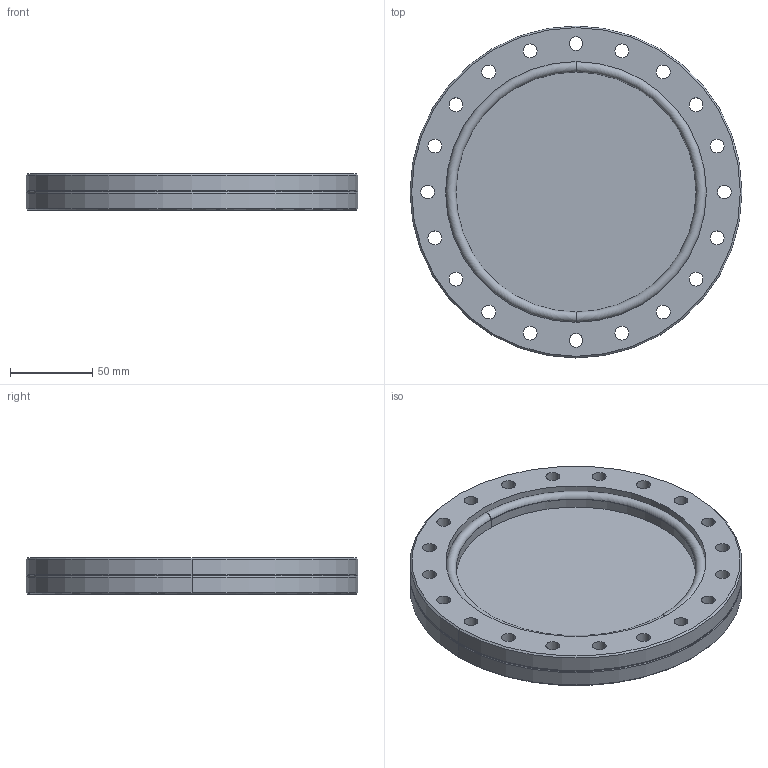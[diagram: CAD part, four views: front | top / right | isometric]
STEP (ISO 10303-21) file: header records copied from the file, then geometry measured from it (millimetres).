
FILE_DESCRIPTION (( 'STEP AP214' ), '1' );
FILE_NAME ('420GSG160.step', '2017-07-10T07:01:06', ( 'install' ), ( '' ), 'SwSTEP 2.0', 'SolidWorks 2015', '' );
FILE_SCHEMA (( 'AUTOMOTIVE_DESIGN' ));
Length unit declared in the file: millimetre
Products named in the file (1): 420GSG160
Bounding box: 202.4 x 202.4 x 22.2 mm (x, y, z)
Volume: 381845.6 mm3; surface area: 137456.5 mm2
Topology: 3 solids, 3 shells, 101 faces, 246 edges, 154 vertices
Faces by surface type: cylinder 66, torus 14, plane 11, cone 10
Entity records: 4323 total; most frequent: DIRECTION 610, CARTESIAN_POINT 558, ORIENTED_EDGE 492, AXIS2_PLACEMENT_3D 266, EDGE_CURVE 246, CIRCLE 164, VERTEX_POINT 154, EDGE_LOOP 148
